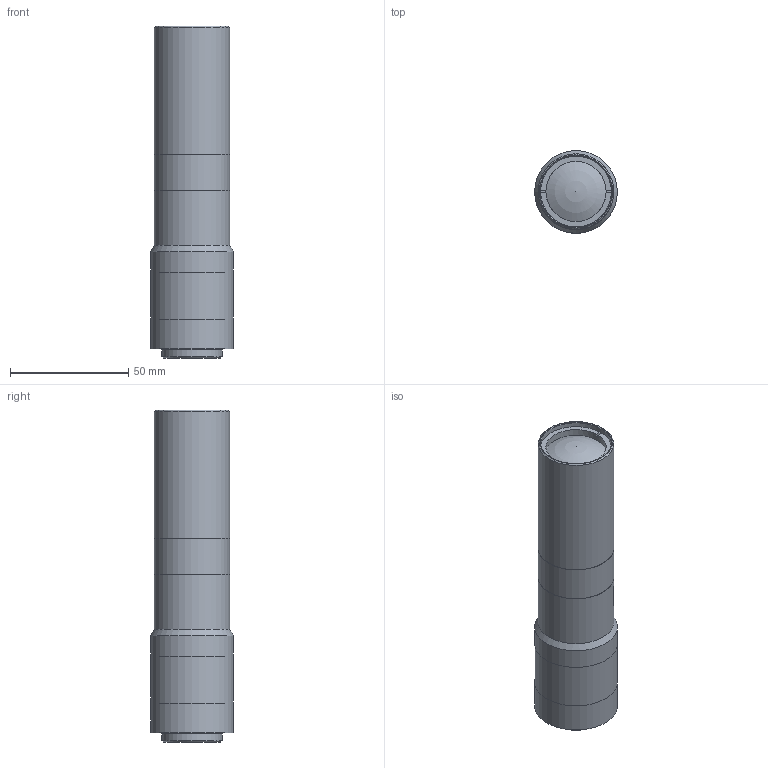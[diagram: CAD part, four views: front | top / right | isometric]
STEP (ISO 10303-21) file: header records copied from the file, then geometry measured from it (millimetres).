
FILE_DESCRIPTION(/* description */ (''),/* implementation_level */ '2;1');
FILE_NAME(/* name */ 'TOB11_11.0-60-F6-WN.stp',/* time_stamp */ '2020-06-15T10:57:53+02:00',/* author */ (''),/* organization */ (''),/* preprocessor_version */ 'ST-DEVELOPER v16.5',/* originating_system */ 'Autodesk Inventor 2017',/* authorisation */ '');
FILE_SCHEMA (('AUTOMOTIVE_DESIGN { 1 0 10303 214 3 1 1 }'));
Length unit declared in the file: millimetre
Products named in the file (1): TOB11_11.0-60-F6-WN
Bounding box: 35 x 35 x 140.54 mm (x, y, z)
Volume: 131835.1 mm3; surface area: 46198.2 mm2
Topology: 14 solids, 14 shells, 188 faces, 416 edges, 272 vertices
Faces by surface type: plane 84, cylinder 61, cone 29, sphere 8, torus 6
Full cylindrical faces by diameter (mm): 1.567 x3, 2 x2, 16 x1, 16.46 x1, 17.4 x1, 19.8 x1, 19.96 x1, 21 x1, 22 x2, 22.46 x1, 22.54 x1, 23 x2, 24.6 x1, 25.4 x1, 25.5 x1, 25.6 x1, 26.2 x1, 26.46 x2, 26.5 x3, 27 x2, 27.26 x2, 28 x2, 28.2 x1, 28.6 x1, 29 x3, 29.8 x2, 29.9 x1, 29.96 x1, 30.26 x2, 30.482 x1
Entity records: 4843 total; most frequent: CARTESIAN_POINT 1001, DIRECTION 786, ORIENTED_EDGE 558, AXIS2_PLACEMENT_3D 348, EDGE_LOOP 316, EDGE_CURVE 279, VERTEX_POINT 229, FACE_OUTER_BOUND 187
